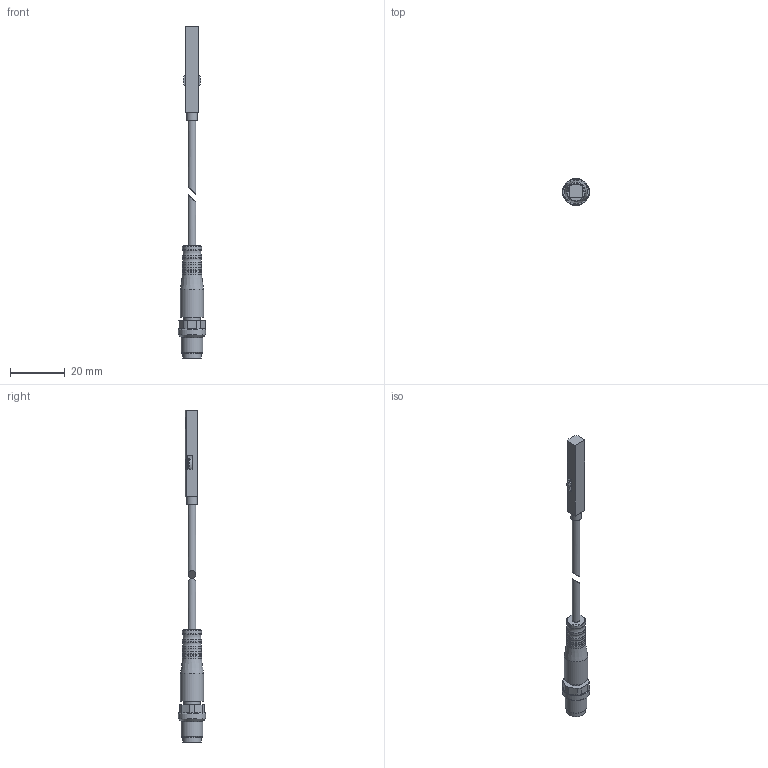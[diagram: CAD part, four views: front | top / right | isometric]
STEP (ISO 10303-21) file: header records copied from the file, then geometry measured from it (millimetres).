
FILE_DESCRIPTION(/* description */ ('STEP AP214'),/* implementation_level */ '2;1');
FILE_NAME(/* name */ '8063974_SDAS-MHS-M40-1L-PNLK-PN-E-0_3-M8',/* time_stamp */ '2024-09-10T12:04:50+02:00',/* author */ ('License CC BY-ND 4.0'),/* organization */ ('CADENAS'),/* preprocessor_version */ 'ST-DEVELOPER v19.3',/* originating_system */ 'PARTsolutions',/* authorisation */ ' ');
FILE_SCHEMA (('AUTOMOTIVE_DESIGN {1 0 10303 214 3 1 1}'));
Length unit declared in the file: millimetre
Products named in the file (3): 8063974 SDAS-MHS-M40-1L-PNLK-PN-E-0.3-M8; 8063974 SDAS-MHS-M40-1L-PNLK-PN-E-0.3-M8---(P1); 8063974 SDAS-MHS-M40-1L-PNLK-PN-E-0.3-M8---(P2)
Assembly tree (2 placements, depth 2):
  8063974 SDAS-MHS-M40-1L-PNLK-PN-E-0.3-M8
    8063974 SDAS-MHS-M40-1L-PNLK-PN-E-0.3-M8---(P1)
    8063974 SDAS-MHS-M40-1L-PNLK-PN-E-0.3-M8---(P2)
Bounding box: 10 x 10 x 121.8 mm (x, y, z)
Volume: 2928.4 mm3; surface area: 2518.8 mm2
Topology: 2 solids, 2 shells, 143 faces, 340 edges, 213 vertices
Faces by surface type: plane 67, cylinder 52, torus 13, cone 7, sphere 4
Full cylindrical faces by diameter (mm): 1 x4, 2.9 x2, 3.4 x1, 4 x2, 4.5 x1, 5.8 x1, 5.9 x1, 6.9 x1, 7 x5, 8 x1, 8.5 x1, 10 x1
Entity records: 4847 total; most frequent: DIRECTION 682, CARTESIAN_POINT 662, ORIENTED_EDGE 566, EDGE_CURVE 283, AXIS2_PLACEMENT_3D 263, VERTEX_POINT 201, EDGE_LOOP 200, FACE_BOUND 200
